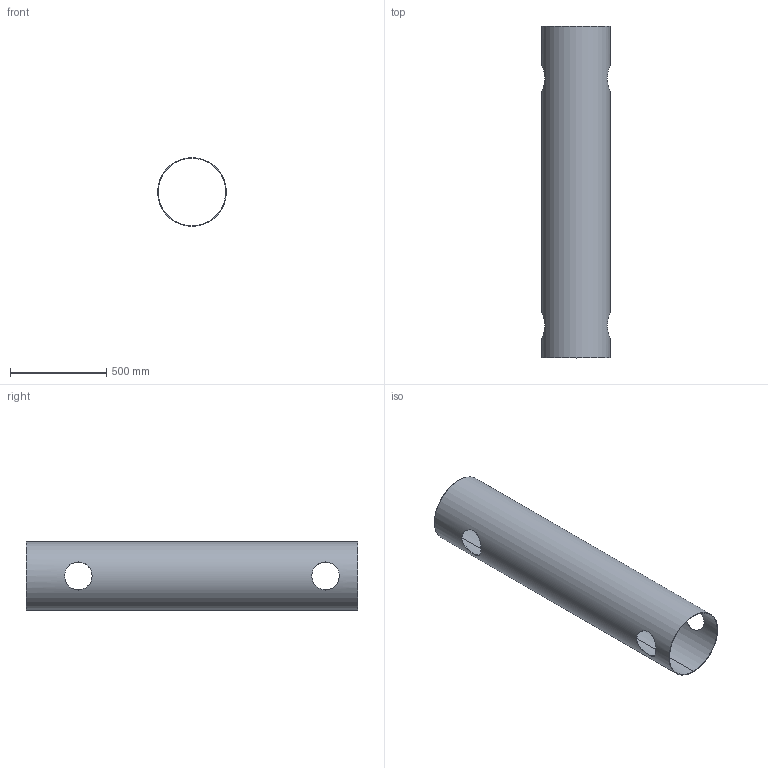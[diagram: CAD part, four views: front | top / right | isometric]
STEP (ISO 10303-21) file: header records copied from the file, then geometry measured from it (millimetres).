
FILE_DESCRIPTION (( 'STEP AP203' ), '1' );
FILE_NAME ('PSAVR-5.STEP', '2021-03-15T13:30:35', ( '' ), ( '' ), 'SwSTEP 2.0', 'SolidWorks 2021', '' );
FILE_SCHEMA (( 'CONFIG_CONTROL_DESIGN' ));
Length unit declared in the file: inch
Products named in the file (1): PSAVR-5
Bounding box: 356.87 x 1722.06 x 356.87 mm (x, y, z)
Volume: 5865674.6 mm3; surface area: 3718353.8 mm2
Topology: 1 solids, 1 shells, 14 faces, 54 edges, 42 vertices
Faces by surface type: bspline 8, plane 4, cylinder 2
Full cylindrical faces by diameter (mm): 350.52 x1, 356.87 x1
Entity records: 6231 total; most frequent: CARTESIAN_POINT 5769, ORIENTED_EDGE 108, EDGE_CURVE 54, VERTEX_POINT 42, B_SPLINE_CURVE_WITH_KNOTS 42, DIRECTION 30, EDGE_LOOP 22, ADVANCED_FACE 14
